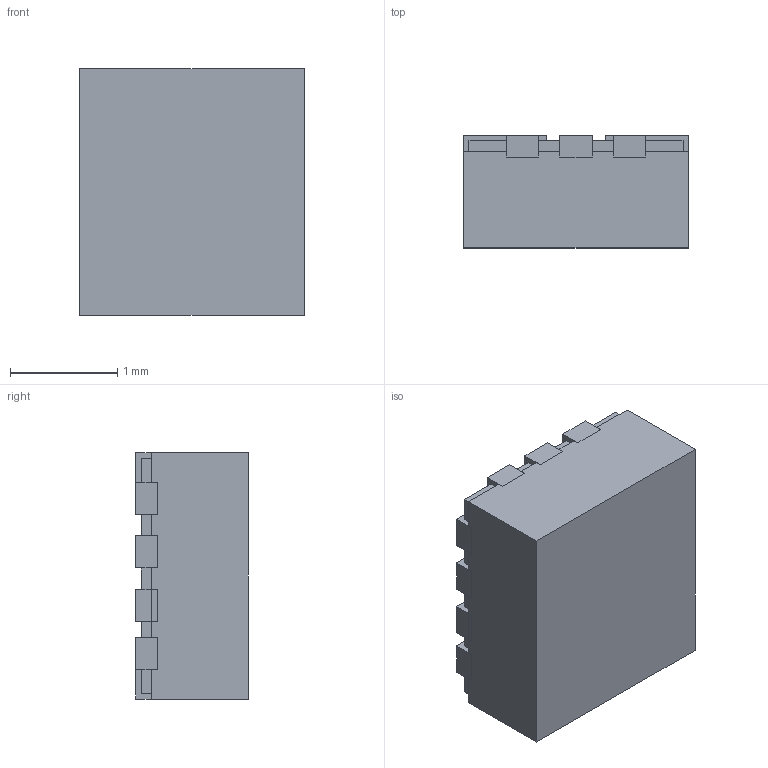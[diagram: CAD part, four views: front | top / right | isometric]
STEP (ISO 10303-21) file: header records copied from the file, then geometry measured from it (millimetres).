
FILE_DESCRIPTION (( 'STEP AP214' ), '1' );
FILE_NAME ('TPS62901QRYTRQ1.STEP', '2024-02-14T08:13:11', ( '' ), ( '' ), 'SwSTEP 2.0', 'SolidWorks 2021', '' );
FILE_SCHEMA (( 'AUTOMOTIVE_DESIGN' ));
Length unit declared in the file: millimetre
Products named in the file (1): TPS62901QRYTRQ1
Bounding box: 2.1 x 1.05 x 2.3 mm (x, y, z)
Volume: 4.9 mm3; surface area: 29 mm2
Topology: 10 solids, 10 shells, 154 faces, 400 edges, 266 vertices
Faces by surface type: plane 150, cylinder 4
Entity records: 5479 total; most frequent: CARTESIAN_POINT 821, ORIENTED_EDGE 800, DIRECTION 718, EDGE_CURVE 400, LINE 392, VECTOR 392, VERTEX_POINT 266, AXIS2_PLACEMENT_3D 163
